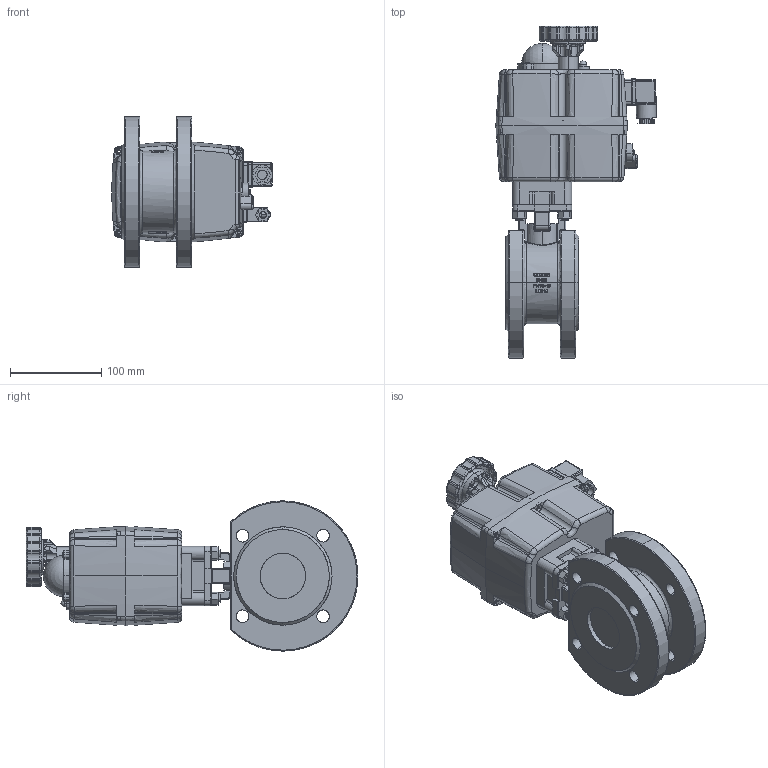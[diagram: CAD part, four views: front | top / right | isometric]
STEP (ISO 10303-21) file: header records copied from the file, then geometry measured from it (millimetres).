
FILE_DESCRIPTION (( 'STEP AP214' ), '1' );
FILE_NAME ('EK06_DN50 (EK06000008).STEP', '2022-05-12T06:28:34', ( '' ), ( '' ), 'SwSTEP 2.0', 'SolidWorks 2021', '' );
FILE_SCHEMA (( 'AUTOMOTIVE_DESIGN' ));
Length unit declared in the file: metre
Products named in the file (1): EK06_DN50 (EK06000008)
Bounding box: 176.14 x 364.5 x 165 mm (x, y, z)
Surface area: 234528.7 mm2 (no closed solid volume)
Topology: 0 solids, 223 shells, 1368 faces, 5074 edges, 3802 vertices
Faces by surface type: cylinder 483, plane 358, torus 277, bspline 135, cone 102, sphere 13
Entity records: 98524 total; most frequent: CARTESIAN_POINT 42537, DIRECTION 8506, ORIENTED_EDGE 7444, EDGE_CURVE 5033, VERTEX_POINT 3801, AXIS2_PLACEMENT_3D 3343, CIRCLE 2109, VECTOR 1820
